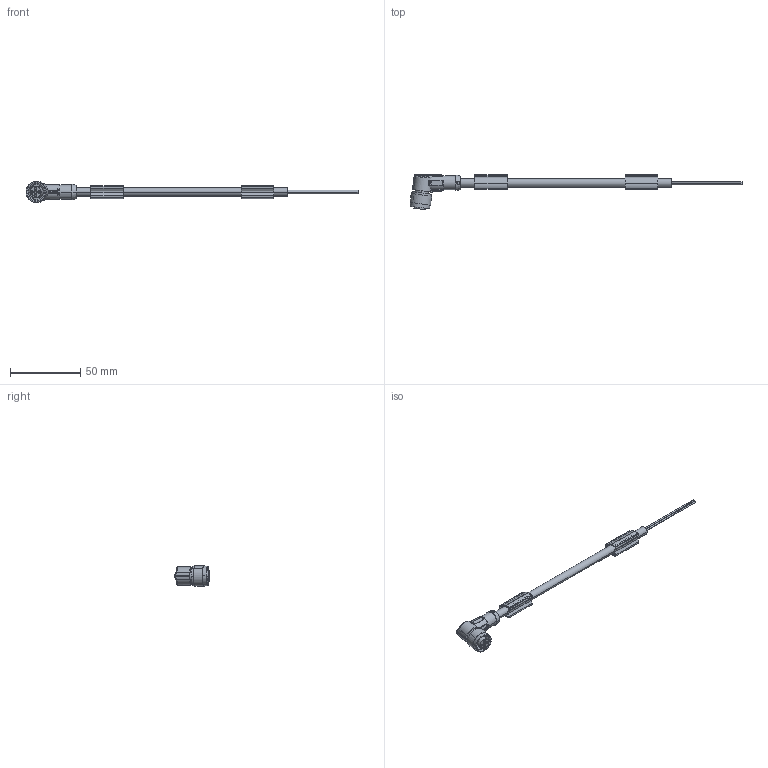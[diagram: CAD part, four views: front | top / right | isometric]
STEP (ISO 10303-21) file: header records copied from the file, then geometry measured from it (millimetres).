
FILE_DESCRIPTION(('SolidDesigner STEP Export'),'2;1');
FILE_NAME('1694538.stp','2010-05-04T10:07:45',(''),(''),'CoCreate Modeling STEP processor for AP214 (Solid Model)','CoCreate Modeling 16.00A 16-Aug-2008 (C) Parametric Technology GmbH','');
FILE_SCHEMA(('AUTOMOTIVE_DESIGN { 1 0 10303 214 1 1 1 1 }'));
Length unit declared in the file: millimetre
Products named in the file (2): 1694538
Assembly tree (1 placements, depth 2):
  1694538
    1694538
Bounding box: 236.14 x 25.2 x 14.74 mm (x, y, z)
Volume: 9920.3 mm3; surface area: 9063.7 mm2
Topology: 1 solids, 1 shells, 312 faces, 845 edges, 558 vertices
Faces by surface type: cylinder 137, plane 110, extrusion 36, cone 18, torus 6, bspline 5
Entity records: 16687 total; most frequent: CARTESIAN_POINT 6838, ORIENTED_EDGE 1690, DIRECTION 1280, EDGE_CURVE 845, VERTEX_POINT 558, VECTOR 440, AXIS2_PLACEMENT_3D 420, LINE 404
